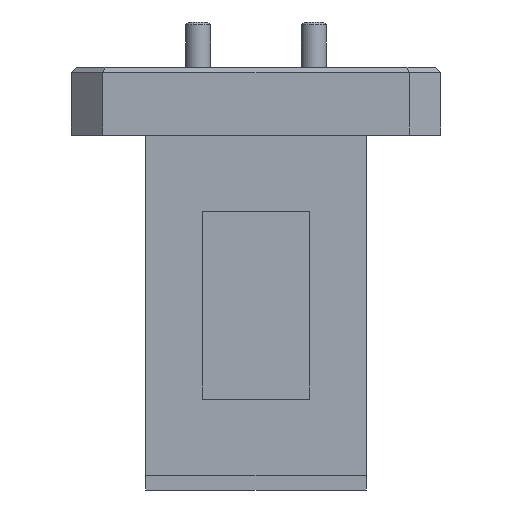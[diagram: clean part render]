
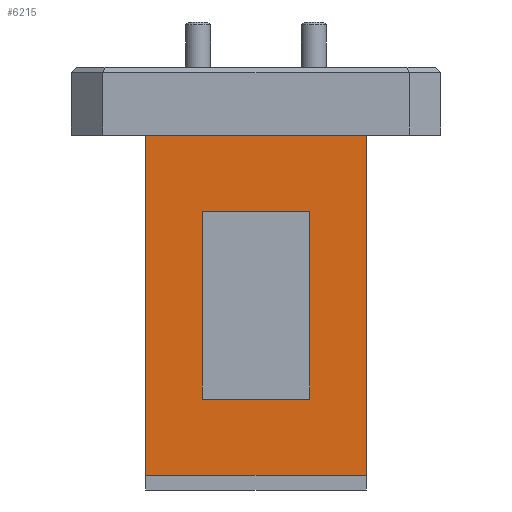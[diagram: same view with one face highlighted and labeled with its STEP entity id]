
A CAD part, front view. The second image highlights one B-rep face of the part: STEP entity #6215.
In plain terms, the highlighted planar face has unit normal (0, -1, 0).
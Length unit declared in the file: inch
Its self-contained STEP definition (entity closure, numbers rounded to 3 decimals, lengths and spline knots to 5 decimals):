
#153 = CARTESIAN_POINT ( 'NONE',  ( -0.2, -0.21043, -1.23589 ) ) ;
#550 = CARTESIAN_POINT ( 'NONE',  ( 0.41004, -0.21043, -0.25197 ) ) ;
#1393 = LINE ( 'NONE', #8372, #7743 ) ;
#1441 = ORIENTED_EDGE ( 'NONE', *, *, #12817, .T. ) ;
#1710 = CARTESIAN_POINT ( 'NONE',  ( -0.41004, -0.21043, 0.6698 ) ) ;
#1963 = LINE ( 'NONE', #153, #8552 ) ;
#2100 = EDGE_CURVE ( 'NONE', #9979, #4598, #1963, .T. ) ;
#2348 = DIRECTION ( 'NONE',  ( 0., 0., -1. ) ) ;
#2745 = VERTEX_POINT ( 'NONE', #17519 ) ;
#3070 = ORIENTED_EDGE ( 'NONE', *, *, #8249, .F. ) ;
#3632 = EDGE_LOOP ( 'NONE', ( #19171, #14203, #13581, #16181 ) ) ;
#3642 = CARTESIAN_POINT ( 'NONE',  ( 0.41004, -0.21043, -1.5198 ) ) ;
#3769 = DIRECTION ( 'NONE',  ( -1., 0., 0. ) ) ;
#4133 = VECTOR ( 'NONE', #2348, 39.37008 ) ;
#4251 = CARTESIAN_POINT ( 'NONE',  ( 0.2, -0.21043, -1.23589 ) ) ;
#4598 = VERTEX_POINT ( 'NONE', #16473 ) ;
#4605 = VERTEX_POINT ( 'NONE', #3642 ) ;
#4954 = FACE_OUTER_BOUND ( 'NONE', #6637, .T. ) ;
#5234 = VERTEX_POINT ( 'NONE', #11044 ) ;
#5459 = CARTESIAN_POINT ( 'NONE',  ( -0.41004, -0.21043, -0.25197 ) ) ;
#5701 = ORIENTED_EDGE ( 'NONE', *, *, #16331, .F. ) ;
#6215 = ADVANCED_FACE ( 'NONE', ( #4954, #11244 ), #14607, .F. ) ;
#6559 = EDGE_CURVE ( 'NONE', #5234, #11944, #1393, .T. ) ;
#6622 = DIRECTION ( 'NONE',  ( 0., 1., 0. ) ) ;
#6637 = EDGE_LOOP ( 'NONE', ( #3070, #5701, #1441, #15296 ) ) ;
#7517 = VERTEX_POINT ( 'NONE', #550 ) ;
#7587 = VECTOR ( 'NONE', #15974, 39.37008 ) ;
#7743 = VECTOR ( 'NONE', #16438, 39.37008 ) ;
#8249 = EDGE_CURVE ( 'NONE', #4605, #2745, #15494, .T. ) ;
#8372 = CARTESIAN_POINT ( 'NONE',  ( -0.2, -0.21043, -0.53589 ) ) ;
#8552 = VECTOR ( 'NONE', #13199, 39.37008 ) ;
#8752 = VECTOR ( 'NONE', #9139, 39.37008 ) ;
#9139 = DIRECTION ( 'NONE',  ( 0., 0., 1. ) ) ;
#9979 = VERTEX_POINT ( 'NONE', #15470 ) ;
#10825 = EDGE_CURVE ( 'NONE', #19871, #2745, #18522, .T. ) ;
#10983 = EDGE_CURVE ( 'NONE', #11944, #9979, #16993, .T. ) ;
#11044 = CARTESIAN_POINT ( 'NONE',  ( 0.2, -0.21043, -0.53589 ) ) ;
#11244 = FACE_BOUND ( 'NONE', #3632, .T. ) ;
#11266 = LINE ( 'NONE', #4251, #8752 ) ;
#11611 = AXIS2_PLACEMENT_3D ( 'NONE', #1710, #6622, #16303 ) ;
#11944 = VERTEX_POINT ( 'NONE', #20440 ) ;
#12020 = CARTESIAN_POINT ( 'NONE',  ( -0.41004, -0.21043, 0.6698 ) ) ;
#12605 = LINE ( 'NONE', #17664, #7587 ) ;
#12685 = VECTOR ( 'NONE', #16715, 39.37008 ) ;
#12817 = EDGE_CURVE ( 'NONE', #7517, #19871, #14196, .T. ) ;
#13199 = DIRECTION ( 'NONE',  ( 1., 0., 0. ) ) ;
#13222 = VECTOR ( 'NONE', #3769, 39.37008 ) ;
#13581 = ORIENTED_EDGE ( 'NONE', *, *, #10983, .F. ) ;
#14196 = LINE ( 'NONE', #5459, #12685 ) ;
#14203 = ORIENTED_EDGE ( 'NONE', *, *, #2100, .F. ) ;
#14607 = PLANE ( 'NONE',  #11611 ) ;
#14978 = CARTESIAN_POINT ( 'NONE',  ( -0.41004, -0.21043, -1.5198 ) ) ;
#15296 = ORIENTED_EDGE ( 'NONE', *, *, #10825, .T. ) ;
#15470 = CARTESIAN_POINT ( 'NONE',  ( -0.2, -0.21043, -1.23589 ) ) ;
#15494 = LINE ( 'NONE', #14978, #13222 ) ;
#15974 = DIRECTION ( 'NONE',  ( 0., 0., -1. ) ) ;
#16181 = ORIENTED_EDGE ( 'NONE', *, *, #6559, .F. ) ;
#16303 = DIRECTION ( 'NONE',  ( 0., 0., 1. ) ) ;
#16331 = EDGE_CURVE ( 'NONE', #7517, #4605, #12605, .T. ) ;
#16438 = DIRECTION ( 'NONE',  ( -1., 0., 0. ) ) ;
#16473 = CARTESIAN_POINT ( 'NONE',  ( 0.2, -0.21043, -1.23589 ) ) ;
#16715 = DIRECTION ( 'NONE',  ( -1., 0., 0. ) ) ;
#16993 = LINE ( 'NONE', #19179, #19552 ) ;
#17519 = CARTESIAN_POINT ( 'NONE',  ( -0.41004, -0.21043, -1.5198 ) ) ;
#17664 = CARTESIAN_POINT ( 'NONE',  ( 0.41004, -0.21043, 0.6698 ) ) ;
#18522 = LINE ( 'NONE', #12020, #4133 ) ;
#19034 = DIRECTION ( 'NONE',  ( 0., 0., -1. ) ) ;
#19171 = ORIENTED_EDGE ( 'NONE', *, *, #20771, .F. ) ;
#19179 = CARTESIAN_POINT ( 'NONE',  ( -0.2, -0.21043, -1.23589 ) ) ;
#19552 = VECTOR ( 'NONE', #19034, 39.37008 ) ;
#19871 = VERTEX_POINT ( 'NONE', #20325 ) ;
#20325 = CARTESIAN_POINT ( 'NONE',  ( -0.41004, -0.21043, -0.25197 ) ) ;
#20440 = CARTESIAN_POINT ( 'NONE',  ( -0.2, -0.21043, -0.53589 ) ) ;
#20771 = EDGE_CURVE ( 'NONE', #4598, #5234, #11266, .T. ) ;
